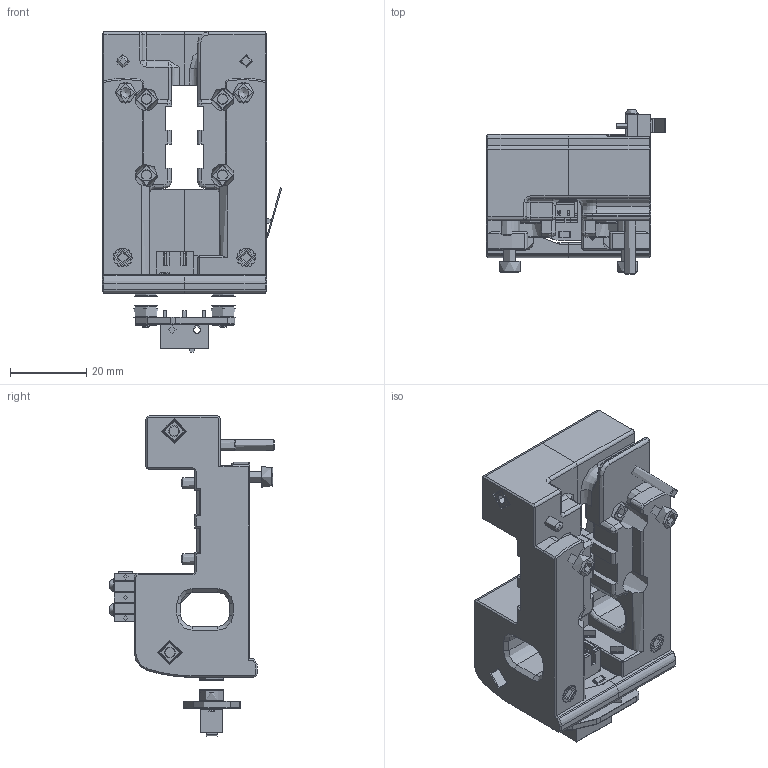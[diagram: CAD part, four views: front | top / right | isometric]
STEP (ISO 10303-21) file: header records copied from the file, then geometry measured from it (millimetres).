
FILE_DESCRIPTION(/* description */ (''),/* implementation_level */ '2;1');
FILE_NAME(/* name */ 'Trident Euclid Carriage v3.step',/* time_stamp */ '2021-08-17T17:22:24-07:00',/* author */ (''),/* organization */ (''),/* preprocessor_version */ 'ST-DEVELOPER v18.1',/* originating_system */ 'Autodesk Translation Framework v10.9.0.1377',/* authorisation */ '');
FILE_SCHEMA (('AUTOMOTIVE_DESIGN { 1 0 10303 214 3 1 1 }'));
Products named in the file (89): Trident Euclid Carriage; X Axis; X Carriage; X Carriage Frame; x_carriage_frame_left; x_carriage_frame_right; M3 Hex Nut; M3x40 SHCS (2); 3x6mm Magnet; M3x30 SHCS (1); M3x12 SHCS; KW10 Microswitch; M3x20 SHCS; M3x30 SHCS (8); M3x12 SHCS (11); M3 Threaded Insert (19); M3 Hex Nut (1); M3 Threaded Insert (20); M3x8 SHCS (33); M3x8 SHCS (34); M3x8 SHCS (35); M3x8 SHCS (36); M2x10 Self-tapping Screw (14); M2x10 Self-tapping Screw (13); Euclid Probe R1; Upper PCB; 10; 11; 26; 27; 13; 22; 28; 21; 23; 24; 18; 14; 15; 16 ...
Assembly tree (88 placements, depth 5):
  Trident Euclid Carriage
    X Axis
      X Carriage
        X Carriage Frame
          x_carriage_frame_left
          x_carriage_frame_right
          M3 Hex Nut
          M3x40 SHCS (2)
          3x6mm Magnet
          M3x30 SHCS (1)
          M3x12 SHCS
          KW10 Microswitch
          M3x20 SHCS
          M3x30 SHCS (8)
          M3x12 SHCS (11)
          M3 Threaded Insert (19)
          M3 Hex Nut (1)
          M3 Threaded Insert (20)
          M3x8 SHCS (33)
          M3x8 SHCS (34)
          M3x8 SHCS (35)
          M3x8 SHCS (36)
          M2x10 Self-tapping Screw (14)
          M2x10 Self-tapping Screw (13)
    Euclid Probe R1
      Upper PCB
        10
        11
        26
        27
        13
        22
        28
        21
        23
        24
        18
        14
        15
        16
        25
        20
        12
        17
        19
      Lower PCB
        7
        1
        3
        5
        2
        4
        6
    Euclid Probe Production
      Upper PCB_1
        1_1
        2_1
        7_1
        8
        9
Bounding box: 47.13 x 43.37 x 84.28 mm (x, y, z)
Volume: 50052.9 mm3; surface area: 31428.2 mm2
Topology: 80 solids, 80 shells, 3369 faces, 8680 edges, 5550 vertices
Faces by surface type: plane 1202, cylinder 936, bspline 591, cone 492, torus 83, sphere 65
Full cylindrical faces by diameter (mm): 0.4 x3, 0.5 x2, 1.2 x15, 1.48 x32, 1.571 x24, 1.6 x8, 1.9 x2, 2 x37, 2.184 x24, 2.35 x52, 2.54 x4, 2.616 x4, 2.9 x6, 3 x56, 3.2 x8, 3.3 x2, 3.4 x8, 3.422 x4, 3.5 x2, 3.6 x4, 3.9 x2, 4.2 x4, 4.25 x4, 4.6 x4, 4.7 x4, 5.5 x10, 5.56 x4, 5.7 x4, 6 x10, 6.35 x8
Entity records: 140039 total; most frequent: CARTESIAN_POINT 59681, ORIENTED_EDGE 17320, DIRECTION 15045, EDGE_CURVE 8660, AXIS2_PLACEMENT_3D 5760, VERTEX_POINT 5546, EDGE_LOOP 3606, LINE 3525
